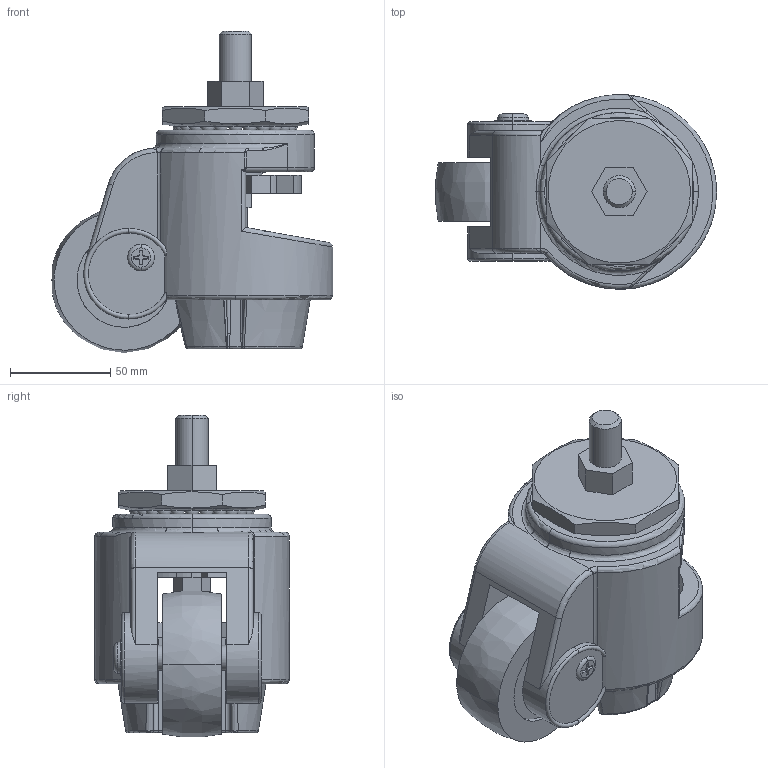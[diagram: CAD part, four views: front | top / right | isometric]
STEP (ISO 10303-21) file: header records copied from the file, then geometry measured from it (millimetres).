
FILE_DESCRIPTION (( 'STEP AP203' ), '1' );
FILE_NAME ('DX-100S.STEP', '2021-12-19T06:38:22', ( 'PC' ), ( 'Microsoft' ), 'SwSTEP 2.0', 'SolidWorks 2016', '' );
FILE_SCHEMA (( 'CONFIG_CONTROL_DESIGN' ));
Length unit declared in the file: millimetre
Products named in the file (1): DX-100S
Bounding box: 140.16 x 97 x 160.5 mm (x, y, z)
Volume: 632914.8 mm3; surface area: 119695.6 mm2
Topology: 1 solids, 2 shells, 525 faces, 1543 edges, 1017 vertices
Faces by surface type: plane 183, cylinder 170, sphere 60, bspline 46, torus 46, cone 20
Entity records: 34061 total; most frequent: CARTESIAN_POINT 21557, ORIENTED_EDGE 2934, DIRECTION 2029, EDGE_CURVE 1467, VERTEX_POINT 993, AXIS2_PLACEMENT_3D 729, B_SPLINE_CURVE_WITH_KNOTS 626, EDGE_LOOP 624
